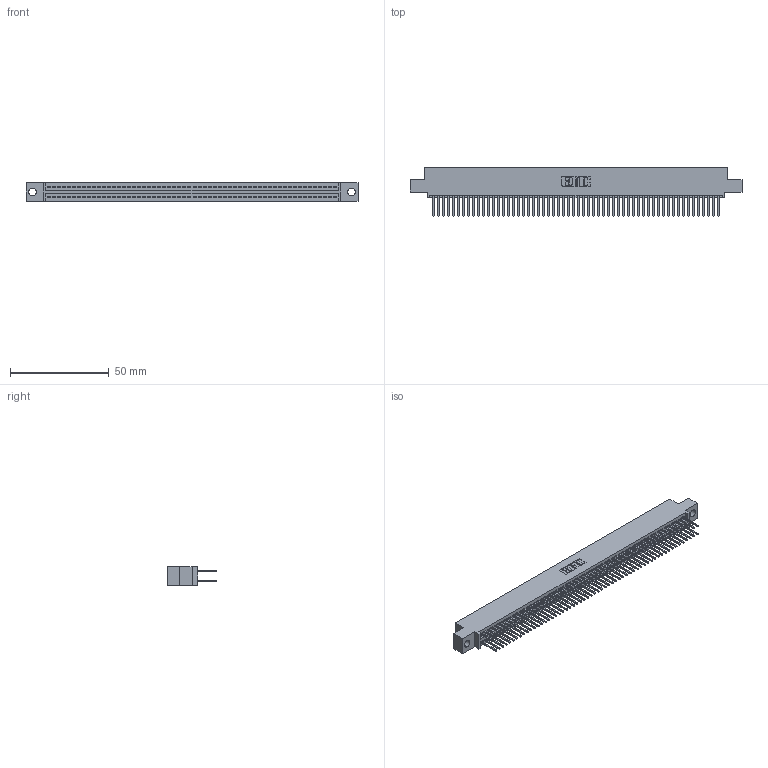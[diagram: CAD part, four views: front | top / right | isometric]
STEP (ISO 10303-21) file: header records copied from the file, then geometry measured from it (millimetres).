
FILE_DESCRIPTION (( 'STEP AP203' ), '1' );
FILE_NAME ('345-116-523-504.STEP', '2021-05-25T15:32:58', ( '' ), ( '' ), 'SwSTEP 2.0', 'SolidWorks 2020', '' );
FILE_SCHEMA (( 'CONFIG_CONTROL_DESIGN' ));
Length unit declared in the file: inch
Products named in the file (3): 345 Part_0.110 Offset - 0.156 Dia-TI; 345-292-001_345-293-123; 345-116-523-504
Assembly tree (117 placements, depth 2):
  345-116-523-504
    345 Part_0.110 Offset - 0.156 Dia-TI
    345-292-001_345-293-123  x116
Bounding box: 168.53 x 24.82 x 9.4 mm (x, y, z)
Volume: 16578.1 mm3; surface area: 25826 mm2
Topology: 117 solids, 117 shells, 5944 faces, 17673 edges, 11626 vertices
Faces by surface type: plane 3926, cylinder 2018
Entity records: 43923 total; most frequent: CARTESIAN_POINT 7354, ORIENTED_EDGE 7286, DIRECTION 6463, EDGE_CURVE 3643, VECTOR 3279, LINE 3279, VERTEX_POINT 2426, AXIS2_PLACEMENT_3D 1592
